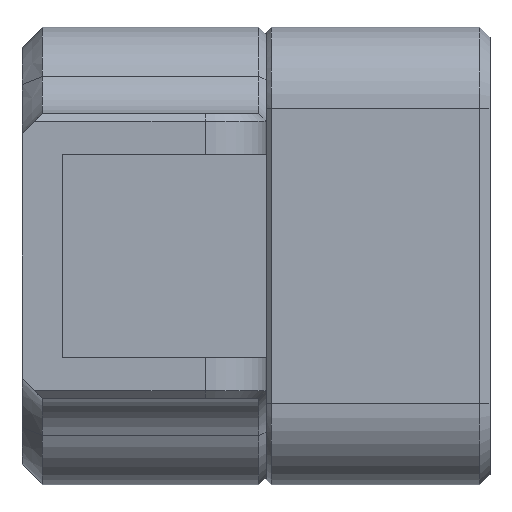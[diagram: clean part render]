
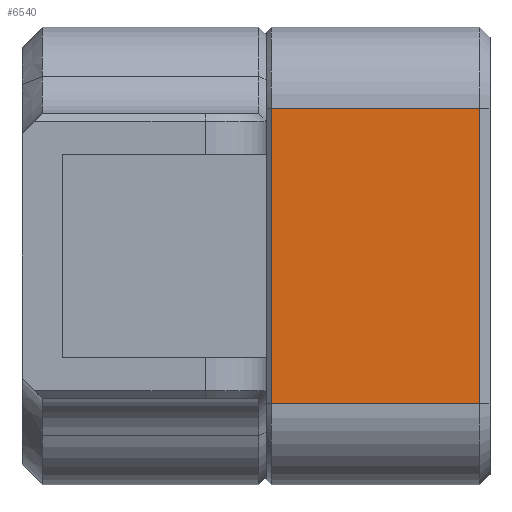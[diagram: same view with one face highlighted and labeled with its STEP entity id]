
A CAD part, left-side view. The second image highlights one B-rep face of the part: STEP entity #6540.
In plain terms, the highlighted planar face has unit normal (-1, 0, 0).
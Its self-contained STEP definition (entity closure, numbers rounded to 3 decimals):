
#713=FACE_OUTER_BOUND('',#1088,.T.);
#1088=EDGE_LOOP('',(#5646,#5647,#5648,#5649));
#1732=LINE('',#11295,#2429);
#1747=LINE('',#11336,#2444);
#1754=LINE('',#11353,#2451);
#1763=LINE('',#11377,#2460);
#2429=VECTOR('',#8065,10.);
#2444=VECTOR('',#8112,10.);
#2451=VECTOR('',#8129,10.);
#2460=VECTOR('',#8158,10.);
#3083=VERTEX_POINT('',#11287);
#3085=VERTEX_POINT('',#11293);
#3095=VERTEX_POINT('',#11335);
#3099=VERTEX_POINT('',#11349);
#3940=EDGE_CURVE('',#3085,#3083,#1732,.T.);
#3961=EDGE_CURVE('',#3095,#3083,#1747,.T.);
#3970=EDGE_CURVE('',#3095,#3099,#1754,.T.);
#3983=EDGE_CURVE('',#3099,#3085,#1763,.T.);
#5646=ORIENTED_EDGE('',*,*,#3940,.F.);
#5647=ORIENTED_EDGE('',*,*,#3983,.F.);
#5648=ORIENTED_EDGE('',*,*,#3970,.F.);
#5649=ORIENTED_EDGE('',*,*,#3961,.T.);
#6218=PLANE('',#6907);
#6540=ADVANCED_FACE('',(#713),#6218,.T.);
#6907=AXIS2_PLACEMENT_3D('',#11378,#8159,#8160);
#8065=DIRECTION('',(0.,0.,1.));
#8112=DIRECTION('',(0.,1.,0.));
#8129=DIRECTION('',(0.,0.,-1.));
#8158=DIRECTION('',(0.,1.,0.));
#8159=DIRECTION('center_axis',(-1.,0.,0.));
#8160=DIRECTION('ref_axis',(0.,0.,-1.));
#11287=CARTESIAN_POINT('',(100.,-10.5,14.5));
#11293=CARTESIAN_POINT('',(100.,-10.5,-14.5));
#11295=CARTESIAN_POINT('',(100.,-10.5,7.25));
#11335=CARTESIAN_POINT('',(100.,-31.,14.5));
#11336=CARTESIAN_POINT('',(100.,10.,14.5));
#11349=CARTESIAN_POINT('',(100.,-31.,-14.5));
#11353=CARTESIAN_POINT('',(100.,-31.,7.25));
#11377=CARTESIAN_POINT('',(100.,10.,-14.5));
#11378=CARTESIAN_POINT('Origin',(100.,10.,14.5));
